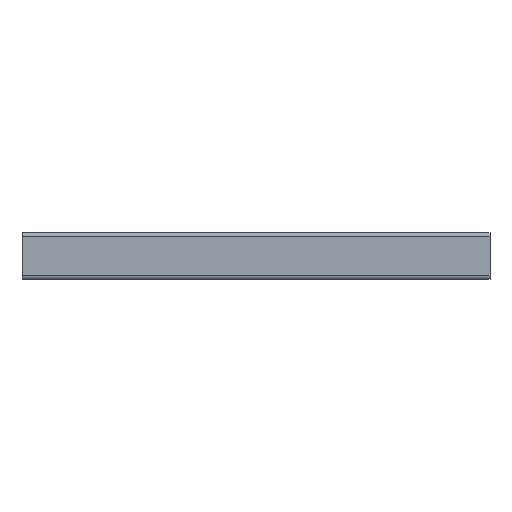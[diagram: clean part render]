
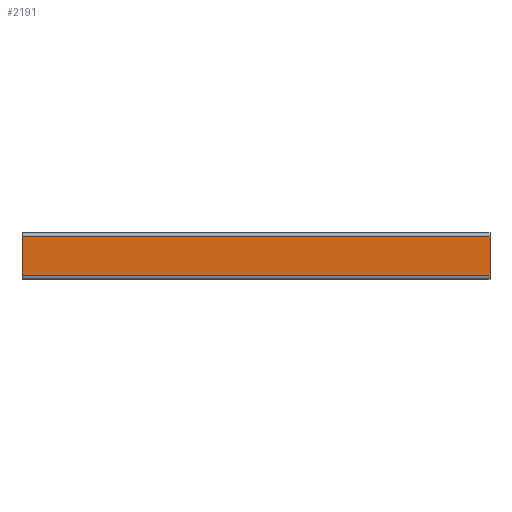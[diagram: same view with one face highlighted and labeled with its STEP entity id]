
A CAD part, left-side view. The second image highlights one B-rep face of the part: STEP entity #2191.
In plain terms, the highlighted planar face has unit normal (-1, 0, 0).
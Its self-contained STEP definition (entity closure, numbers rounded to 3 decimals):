
#86 = EDGE_CURVE ( 'NONE', #4344, #2358, #3384, .T. ) ;
#115 = LINE ( 'NONE', #1691, #2632 ) ;
#148 = ORIENTED_EDGE ( 'NONE', *, *, #86, .T. ) ;
#233 = DIRECTION ( 'NONE',  ( 0., -1., 0. ) ) ;
#494 = CARTESIAN_POINT ( 'NONE',  ( -10., 200., 8.5 ) ) ;
#606 = DIRECTION ( 'NONE',  ( -1., 0., 0. ) ) ;
#626 = LINE ( 'NONE', #3304, #3341 ) ;
#861 = ORIENTED_EDGE ( 'NONE', *, *, #3821, .T. ) ;
#1016 = VERTEX_POINT ( 'NONE', #494 ) ;
#1203 = DIRECTION ( 'NONE',  ( 0., 0., -1. ) ) ;
#1272 = ORIENTED_EDGE ( 'NONE', *, *, #2561, .T. ) ;
#1327 = VERTEX_POINT ( 'NONE', #2068 ) ;
#1349 = DIRECTION ( 'NONE',  ( 0., 0., 1. ) ) ;
#1437 = CARTESIAN_POINT ( 'NONE',  ( -10., 0., -8.5 ) ) ;
#1664 = CARTESIAN_POINT ( 'NONE',  ( -10., 0., -8.5 ) ) ;
#1691 = CARTESIAN_POINT ( 'NONE',  ( -10., 0., -8.5 ) ) ;
#1943 = CARTESIAN_POINT ( 'NONE',  ( -10., 0., -8.5 ) ) ;
#2068 = CARTESIAN_POINT ( 'NONE',  ( -10., 0., 8.5 ) ) ;
#2191 = ADVANCED_FACE ( 'NONE', ( #3312 ), #2353, .T. ) ;
#2257 = VECTOR ( 'NONE', #1203, 1000. ) ;
#2353 = PLANE ( 'NONE',  #4357 ) ;
#2358 = VERTEX_POINT ( 'NONE', #1437 ) ;
#2561 = EDGE_CURVE ( 'NONE', #2358, #1327, #115, .T. ) ;
#2612 = LINE ( 'NONE', #3237, #2257 ) ;
#2632 = VECTOR ( 'NONE', #1349, 1000. ) ;
#2777 = EDGE_LOOP ( 'NONE', ( #1272, #3003, #861, #148 ) ) ;
#3003 = ORIENTED_EDGE ( 'NONE', *, *, #3614, .T. ) ;
#3237 = CARTESIAN_POINT ( 'NONE',  ( -10., 200., -8.5 ) ) ;
#3285 = DIRECTION ( 'NONE',  ( 0., 1., 0. ) ) ;
#3304 = CARTESIAN_POINT ( 'NONE',  ( -10., 0., 8.5 ) ) ;
#3312 = FACE_OUTER_BOUND ( 'NONE', #2777, .T. ) ;
#3341 = VECTOR ( 'NONE', #3285, 1000. ) ;
#3360 = DIRECTION ( 'NONE',  ( 0., 0., 1. ) ) ;
#3384 = LINE ( 'NONE', #1943, #3649 ) ;
#3614 = EDGE_CURVE ( 'NONE', #1327, #1016, #626, .T. ) ;
#3649 = VECTOR ( 'NONE', #233, 1000. ) ;
#3821 = EDGE_CURVE ( 'NONE', #1016, #4344, #2612, .T. ) ;
#3875 = CARTESIAN_POINT ( 'NONE',  ( -10., 200., -8.5 ) ) ;
#4344 = VERTEX_POINT ( 'NONE', #3875 ) ;
#4357 = AXIS2_PLACEMENT_3D ( 'NONE', #1664, #606, #3360 ) ;
